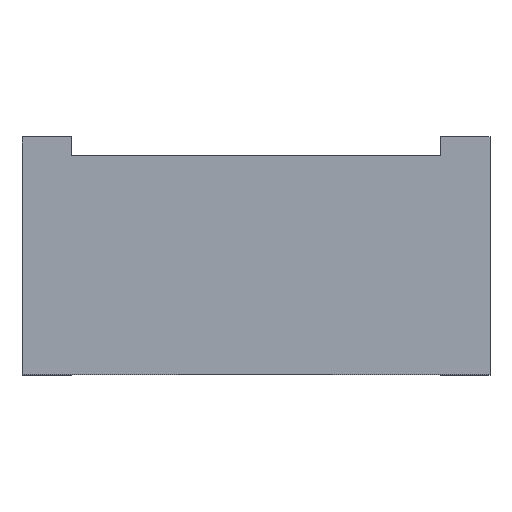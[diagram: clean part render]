
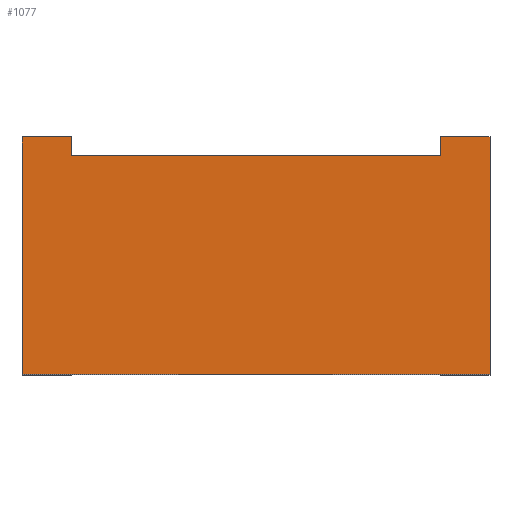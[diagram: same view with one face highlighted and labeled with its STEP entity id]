
A CAD part, top view. The second image highlights one B-rep face of the part: STEP entity #1077.
In plain terms, the highlighted planar face has unit normal (0, 0, 1).
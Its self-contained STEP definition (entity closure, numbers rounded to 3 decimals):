
#803 = VERTEX_POINT('',#804);
#804 = CARTESIAN_POINT('',(-2.225,2.44,9.54));
#812 = EDGE_CURVE('',#803,#813,#815,.T.);
#813 = VERTEX_POINT('',#814);
#814 = CARTESIAN_POINT('',(-2.225,-2.39,9.54));
#815 = LINE('',#816,#817);
#816 = CARTESIAN_POINT('',(-2.225,2.44,9.54));
#817 = VECTOR('',#818,1.);
#818 = DIRECTION('',(0.,-1.,0.));
#901 = VERTEX_POINT('',#902);
#902 = CARTESIAN_POINT('',(7.305,-2.39,9.54));
#908 = EDGE_CURVE('',#813,#901,#909,.T.);
#909 = LINE('',#910,#911);
#910 = CARTESIAN_POINT('',(-2.225,-2.39,9.54));
#911 = VECTOR('',#912,1.);
#912 = DIRECTION('',(1.,0.,0.));
#1004 = VERTEX_POINT('',#1005);
#1005 = CARTESIAN_POINT('',(6.305,2.06,9.54));
#1011 = EDGE_CURVE('',#1012,#1004,#1014,.T.);
#1012 = VERTEX_POINT('',#1013);
#1013 = CARTESIAN_POINT('',(-1.225,2.06,9.54));
#1014 = LINE('',#1015,#1016);
#1015 = CARTESIAN_POINT('',(-1.225,2.06,9.54));
#1016 = VECTOR('',#1017,1.);
#1017 = DIRECTION('',(1.,0.,0.));
#1043 = VERTEX_POINT('',#1044);
#1044 = CARTESIAN_POINT('',(-1.225,2.44,9.54));
#1050 = EDGE_CURVE('',#803,#1043,#1051,.T.);
#1051 = LINE('',#1052,#1053);
#1052 = CARTESIAN_POINT('',(-2.225,2.44,9.54));
#1053 = VECTOR('',#1054,1.);
#1054 = DIRECTION('',(1.,0.,0.));
#1077 = ADVANCED_FACE('',(#1078),#1112,.T.);
#1078 = FACE_BOUND('',#1079,.T.);
#1079 = EDGE_LOOP('',(#1080,#1081,#1082,#1083,#1091,#1099,#1105,#1106));
#1080 = ORIENTED_EDGE('',*,*,#1050,.F.);
#1081 = ORIENTED_EDGE('',*,*,#812,.T.);
#1082 = ORIENTED_EDGE('',*,*,#908,.T.);
#1083 = ORIENTED_EDGE('',*,*,#1084,.F.);
#1084 = EDGE_CURVE('',#1085,#901,#1087,.T.);
#1085 = VERTEX_POINT('',#1086);
#1086 = CARTESIAN_POINT('',(7.305,2.44,9.54));
#1087 = LINE('',#1088,#1089);
#1088 = CARTESIAN_POINT('',(7.305,2.44,9.54));
#1089 = VECTOR('',#1090,1.);
#1090 = DIRECTION('',(0.,-1.,0.));
#1091 = ORIENTED_EDGE('',*,*,#1092,.F.);
#1092 = EDGE_CURVE('',#1093,#1085,#1095,.T.);
#1093 = VERTEX_POINT('',#1094);
#1094 = CARTESIAN_POINT('',(6.305,2.44,9.54));
#1095 = LINE('',#1096,#1097);
#1096 = CARTESIAN_POINT('',(-2.225,2.44,9.54));
#1097 = VECTOR('',#1098,1.);
#1098 = DIRECTION('',(1.,0.,0.));
#1099 = ORIENTED_EDGE('',*,*,#1100,.T.);
#1100 = EDGE_CURVE('',#1093,#1004,#1101,.T.);
#1101 = LINE('',#1102,#1103);
#1102 = CARTESIAN_POINT('',(6.305,2.44,9.54));
#1103 = VECTOR('',#1104,1.);
#1104 = DIRECTION('',(0.,-1.,0.));
#1105 = ORIENTED_EDGE('',*,*,#1011,.F.);
#1106 = ORIENTED_EDGE('',*,*,#1107,.F.);
#1107 = EDGE_CURVE('',#1043,#1012,#1108,.T.);
#1108 = LINE('',#1109,#1110);
#1109 = CARTESIAN_POINT('',(-1.225,2.44,9.54));
#1110 = VECTOR('',#1111,1.);
#1111 = DIRECTION('',(0.,-1.,0.));
#1112 = PLANE('',#1113);
#1113 = AXIS2_PLACEMENT_3D('',#1114,#1115,#1116);
#1114 = CARTESIAN_POINT('',(-2.225,2.44,9.54));
#1115 = DIRECTION('',(0.,0.,1.));
#1116 = DIRECTION('',(1.,0.,0.));
